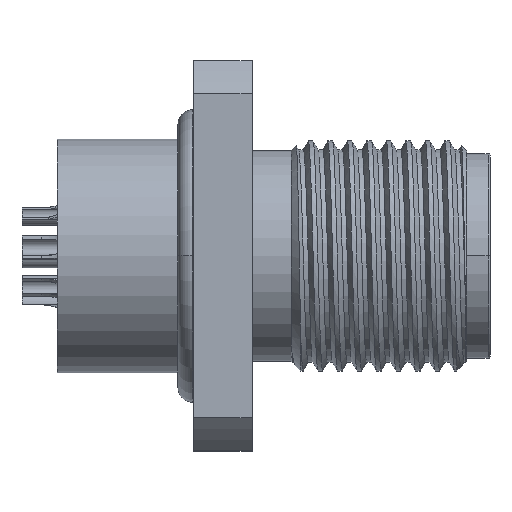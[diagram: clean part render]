
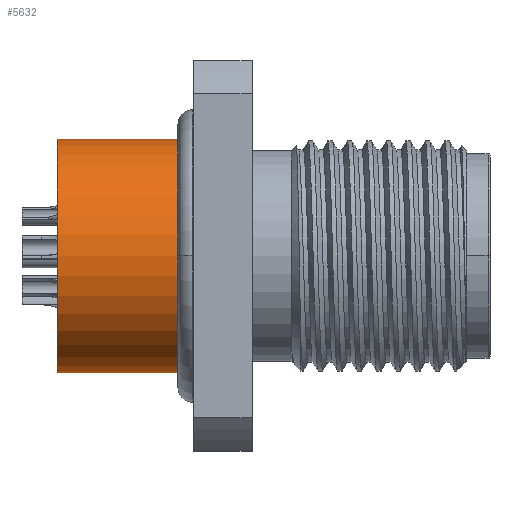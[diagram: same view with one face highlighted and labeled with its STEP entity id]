
A CAD part, top view. The second image highlights one B-rep face of the part: STEP entity #5632.
In plain terms, the highlighted cylindrical face has radius 6 mm (diameter 12 mm), a partial arc.
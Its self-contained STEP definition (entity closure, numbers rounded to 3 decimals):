
#588 = CARTESIAN_POINT ( 'NONE',  ( -7., 6., 0. ) ) ;
#649 = AXIS2_PLACEMENT_3D ( 'NONE', #4983, #6379, #9226 ) ;
#695 = ORIENTED_EDGE ( 'NONE', *, *, #7166, .T. ) ;
#953 = EDGE_CURVE ( 'NONE', #4937, #5180, #3710, .T. ) ;
#1683 = CIRCLE ( 'NONE', #5721, 6. ) ;
#2091 = EDGE_CURVE ( 'NONE', #7544, #2479, #7889, .T. ) ;
#2479 = VERTEX_POINT ( 'NONE', #588 ) ;
#2812 = VECTOR ( 'NONE', #7894, 1000. ) ;
#2918 = CARTESIAN_POINT ( 'NONE',  ( 0.7, 0., 0. ) ) ;
#3232 = EDGE_LOOP ( 'NONE', ( #695, #8029, #7333, #6422 ) ) ;
#3495 = FACE_OUTER_BOUND ( 'NONE', #3232, .T. ) ;
#3581 = DIRECTION ( 'NONE',  ( 0., -1., 0. ) ) ;
#3659 = DIRECTION ( 'NONE',  ( -1., 0., 0. ) ) ;
#3710 = LINE ( 'NONE', #7989, #2812 ) ;
#4937 = VERTEX_POINT ( 'NONE', #8815 ) ;
#4983 = CARTESIAN_POINT ( 'NONE',  ( -33.51, 0., 0. ) ) ;
#5180 = VERTEX_POINT ( 'NONE', #8447 ) ;
#5632 = ADVANCED_FACE ( 'NONE', ( #3495 ), #8575, .T. ) ;
#5721 = AXIS2_PLACEMENT_3D ( 'NONE', #8793, #6641, #7257 ) ;
#5788 = EDGE_CURVE ( 'NONE', #5180, #2479, #1683, .T. ) ;
#6379 = DIRECTION ( 'NONE',  ( -1., 0., 0. ) ) ;
#6422 = ORIENTED_EDGE ( 'NONE', *, *, #953, .F. ) ;
#6641 = DIRECTION ( 'NONE',  ( -1., 0., 0. ) ) ;
#6803 = CARTESIAN_POINT ( 'NONE',  ( 0.7, 6., 0. ) ) ;
#7166 = EDGE_CURVE ( 'NONE', #4937, #7544, #7835, .T. ) ;
#7236 = CARTESIAN_POINT ( 'NONE',  ( -33.51, 6., 0. ) ) ;
#7252 = DIRECTION ( 'NONE',  ( -1., 0., 0. ) ) ;
#7257 = DIRECTION ( 'NONE',  ( 0., -1., 0. ) ) ;
#7333 = ORIENTED_EDGE ( 'NONE', *, *, #5788, .F. ) ;
#7544 = VERTEX_POINT ( 'NONE', #6803 ) ;
#7835 = CIRCLE ( 'NONE', #7992, 6. ) ;
#7889 = LINE ( 'NONE', #7236, #8677 ) ;
#7894 = DIRECTION ( 'NONE',  ( -1., 0., 0. ) ) ;
#7989 = CARTESIAN_POINT ( 'NONE',  ( -33.51, -6., 0. ) ) ;
#7992 = AXIS2_PLACEMENT_3D ( 'NONE', #2918, #7252, #3581 ) ;
#8029 = ORIENTED_EDGE ( 'NONE', *, *, #2091, .T. ) ;
#8447 = CARTESIAN_POINT ( 'NONE',  ( -7., -6., 0. ) ) ;
#8575 = CYLINDRICAL_SURFACE ( 'NONE', #649, 6. ) ;
#8677 = VECTOR ( 'NONE', #3659, 1000. ) ;
#8793 = CARTESIAN_POINT ( 'NONE',  ( -7., 0., 0. ) ) ;
#8815 = CARTESIAN_POINT ( 'NONE',  ( 0.7, -6., 0. ) ) ;
#9226 = DIRECTION ( 'NONE',  ( 0., -1., 0. ) ) ;
